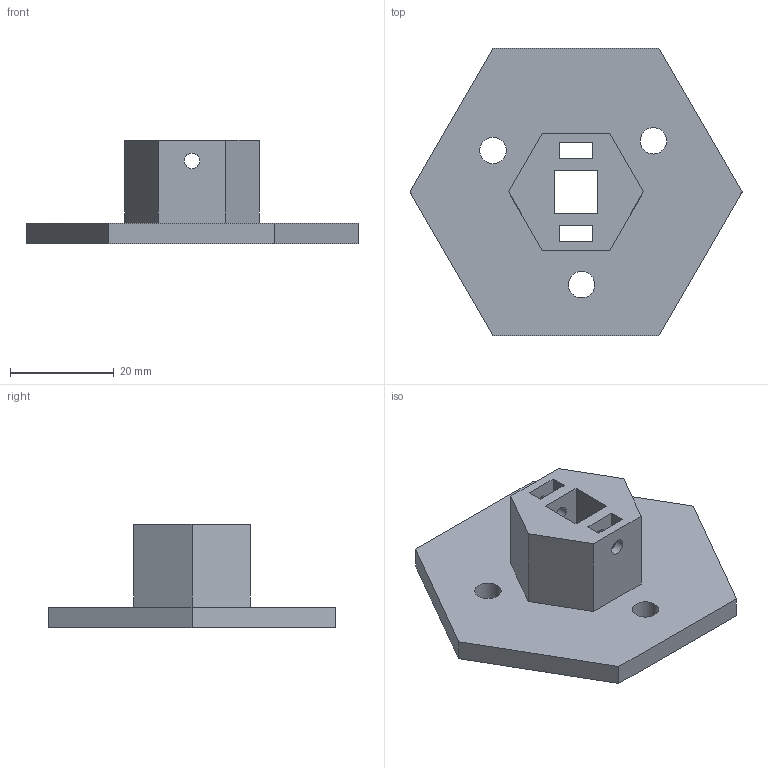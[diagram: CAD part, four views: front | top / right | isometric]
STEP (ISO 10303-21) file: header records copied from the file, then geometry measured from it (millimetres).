
FILE_DESCRIPTION(/* description */ (''),/* implementation_level */ '2;1');
FILE_NAME(/* name */ 'camera-mount v1.step',/* time_stamp */ '2021-12-24T13:22:48-05:00',/* author */ (''),/* organization */ (''),/* preprocessor_version */ 'ST-DEVELOPER v18.1',/* originating_system */ 'Autodesk Translation Framework v10.10.0.1391',/* authorisation */ '');
FILE_SCHEMA (('AUTOMOTIVE_DESIGN { 1 0 10303 214 3 1 1 }'));
Length unit declared in the file: millimetre
Products named in the file (1): camera-mount
Bounding box: 64 x 55.43 x 20 mm (x, y, z)
Volume: 15173.2 mm3; surface area: 8639.4 mm2
Topology: 1 solids, 1 shells, 34 faces, 93 edges, 62 vertices
Faces by surface type: plane 27, cylinder 7
Full cylindrical faces by diameter (mm): 3 x4, 5.1 x3
Entity records: 1144 total; most frequent: CARTESIAN_POINT 190, ORIENTED_EDGE 186, DIRECTION 177, EDGE_CURVE 93, LINE 79, VECTOR 79, VERTEX_POINT 62, EDGE_LOOP 55
